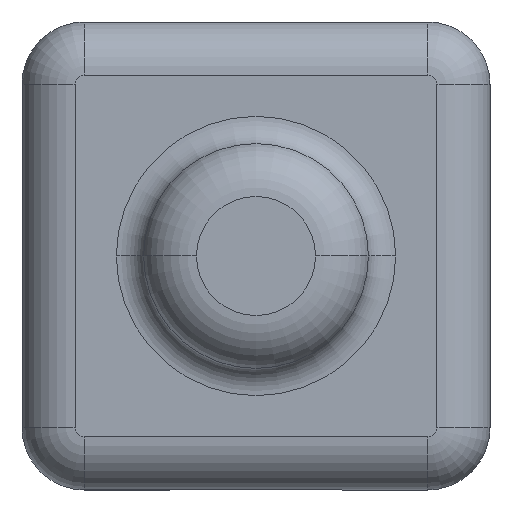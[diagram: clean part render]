
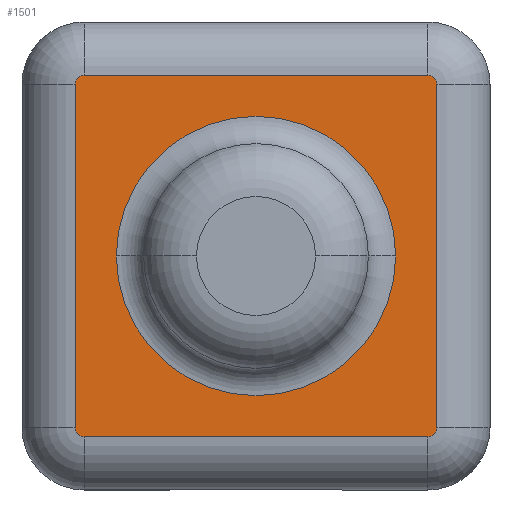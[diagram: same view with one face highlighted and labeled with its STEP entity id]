
A CAD part, front view. The second image highlights one B-rep face of the part: STEP entity #1501.
In plain terms, the highlighted planar face has unit normal (0, -1, 0).
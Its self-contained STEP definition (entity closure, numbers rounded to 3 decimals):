
#4 = CARTESIAN_POINT ( 'NONE',  ( 0.895, -5.05, 0. ) ) ;
#28 = DIRECTION ( 'NONE',  ( 0., 0., -1. ) ) ;
#106 = DIRECTION ( 'NONE',  ( -1., 0., 0. ) ) ;
#112 = DIRECTION ( 'NONE',  ( 0., -1., 0. ) ) ;
#115 = DIRECTION ( 'NONE',  ( -1., 0., 0. ) ) ;
#126 = CARTESIAN_POINT ( 'NONE',  ( 1.1, -5.05, 1.16 ) ) ;
#138 = CARTESIAN_POINT ( 'NONE',  ( -1.1, -5.05, -1.1 ) ) ;
#147 = DIRECTION ( 'NONE',  ( -1., 0., 0. ) ) ;
#148 = CARTESIAN_POINT ( 'NONE',  ( -1.1, -5.05, 1.1 ) ) ;
#150 = DIRECTION ( 'NONE',  ( 0., -1., 0. ) ) ;
#171 = CARTESIAN_POINT ( 'NONE',  ( 1.1, -5.05, -1.16 ) ) ;
#181 = CARTESIAN_POINT ( 'NONE',  ( 1.16, -5.05, 1.1 ) ) ;
#182 = CARTESIAN_POINT ( 'NONE',  ( 1.1, -5.05, -1.1 ) ) ;
#183 = DIRECTION ( 'NONE',  ( 0., -1., 0. ) ) ;
#184 = DIRECTION ( 'NONE',  ( 0., 0., 1. ) ) ;
#185 = CARTESIAN_POINT ( 'NONE',  ( -1.16, -5.05, 1.1 ) ) ;
#187 = DIRECTION ( 'NONE',  ( -1., 0., 0. ) ) ;
#232 = DIRECTION ( 'NONE',  ( 0., -1., 0. ) ) ;
#233 = DIRECTION ( 'NONE',  ( -1., 0., 0. ) ) ;
#235 = CARTESIAN_POINT ( 'NONE',  ( 1.1, -5.05, 1.1 ) ) ;
#250 = DIRECTION ( 'NONE',  ( -1., 0., 0. ) ) ;
#257 = DIRECTION ( 'NONE',  ( 0., 1., 0. ) ) ;
#263 = CARTESIAN_POINT ( 'NONE',  ( 1.1, -5.05, 1.1 ) ) ;
#290 = DIRECTION ( 'NONE',  ( 0., 1., 0. ) ) ;
#317 = PLANE ( 'NONE',  #788 ) ;
#321 = DIRECTION ( 'NONE',  ( -1., 0., 0. ) ) ;
#341 = CARTESIAN_POINT ( 'NONE',  ( 0., -5.05, 0. ) ) ;
#371 = DIRECTION ( 'NONE',  ( 1., 0., 0. ) ) ;
#403 = LINE ( 'NONE', #181, #496 ) ;
#422 = CIRCLE ( 'NONE', #841, 0.895 ) ;
#496 = VECTOR ( 'NONE', #184, 1000. ) ;
#518 = CIRCLE ( 'NONE', #833, 0.895 ) ;
#553 = CARTESIAN_POINT ( 'NONE',  ( -1.16, -5.05, 1.1 ) ) ;
#567 = CARTESIAN_POINT ( 'NONE',  ( 1.1, -5.05, 1.16 ) ) ;
#652 = CARTESIAN_POINT ( 'NONE',  ( 1.16, -5.05, -1.1 ) ) ;
#657 = CARTESIAN_POINT ( 'NONE',  ( -1.1, -5.05, -1.16 ) ) ;
#721 = DIRECTION ( 'NONE',  ( 0., 1., 0. ) ) ;
#723 = DIRECTION ( 'NONE',  ( -1., 0., 0. ) ) ;
#724 = CARTESIAN_POINT ( 'NONE',  ( 0., -5.05, 0. ) ) ;
#732 = CARTESIAN_POINT ( 'NONE',  ( -0.895, -5.05, 0. ) ) ;
#788 = AXIS2_PLACEMENT_3D ( 'NONE', #263, #257, #250 ) ;
#806 = AXIS2_PLACEMENT_3D ( 'NONE', #182, #183, #187 ) ;
#813 = AXIS2_PLACEMENT_3D ( 'NONE', #138, #112, #115 ) ;
#821 = AXIS2_PLACEMENT_3D ( 'NONE', #235, #232, #233 ) ;
#833 = AXIS2_PLACEMENT_3D ( 'NONE', #341, #290, #321 ) ;
#841 = AXIS2_PLACEMENT_3D ( 'NONE', #724, #721, #723 ) ;
#865 = AXIS2_PLACEMENT_3D ( 'NONE', #148, #150, #147 ) ;
#885 = EDGE_LOOP ( 'NONE', ( #1262, #1404 ) ) ;
#926 = LINE ( 'NONE', #126, #940 ) ;
#940 = VECTOR ( 'NONE', #106, 1000. ) ;
#947 = VERTEX_POINT ( 'NONE', #4 ) ;
#956 = ORIENTED_EDGE ( 'NONE', *, *, #1595, .T. ) ;
#1005 = ORIENTED_EDGE ( 'NONE', *, *, #1537, .T. ) ;
#1009 = ORIENTED_EDGE ( 'NONE', *, *, #1560, .T. ) ;
#1013 = LINE ( 'NONE', #185, #1104 ) ;
#1027 = CIRCLE ( 'NONE', #865, 0.06 ) ;
#1033 = ORIENTED_EDGE ( 'NONE', *, *, #1584, .T. ) ;
#1071 = EDGE_LOOP ( 'NONE', ( #1089, #956, #1005, #1268, #1009, #1155, #1150, #1033 ) ) ;
#1089 = ORIENTED_EDGE ( 'NONE', *, *, #1586, .T. ) ;
#1104 = VECTOR ( 'NONE', #28, 1000. ) ;
#1149 = FACE_OUTER_BOUND ( 'NONE', #1071, .T. ) ;
#1150 = ORIENTED_EDGE ( 'NONE', *, *, #1541, .T. ) ;
#1155 = ORIENTED_EDGE ( 'NONE', *, *, #1540, .T. ) ;
#1180 = CIRCLE ( 'NONE', #813, 0.06 ) ;
#1184 = CIRCLE ( 'NONE', #821, 0.06 ) ;
#1262 = ORIENTED_EDGE ( 'NONE', *, *, #1597, .T. ) ;
#1268 = ORIENTED_EDGE ( 'NONE', *, *, #1549, .T. ) ;
#1300 = VECTOR ( 'NONE', #371, 1000. ) ;
#1314 = CIRCLE ( 'NONE', #806, 0.06 ) ;
#1321 = FACE_BOUND ( 'NONE', #885, .T. ) ;
#1404 = ORIENTED_EDGE ( 'NONE', *, *, #1624, .T. ) ;
#1425 = LINE ( 'NONE', #171, #1300 ) ;
#1501 = ADVANCED_FACE ( 'NONE', ( #1149, #1321 ), #317, .F. ) ;
#1537 = EDGE_CURVE ( 'NONE', #1774, #1732, #1184, .T. ) ;
#1540 = EDGE_CURVE ( 'NONE', #1744, #1770, #1013, .T. ) ;
#1541 = EDGE_CURVE ( 'NONE', #1770, #1758, #1180, .T. ) ;
#1549 = EDGE_CURVE ( 'NONE', #1732, #1780, #926, .T. ) ;
#1560 = EDGE_CURVE ( 'NONE', #1780, #1744, #1027, .T. ) ;
#1584 = EDGE_CURVE ( 'NONE', #1758, #1765, #1425, .T. ) ;
#1586 = EDGE_CURVE ( 'NONE', #1765, #1741, #1314, .T. ) ;
#1595 = EDGE_CURVE ( 'NONE', #1741, #1774, #403, .T. ) ;
#1597 = EDGE_CURVE ( 'NONE', #1747, #947, #518, .T. ) ;
#1624 = EDGE_CURVE ( 'NONE', #947, #1747, #422, .T. ) ;
#1627 = CARTESIAN_POINT ( 'NONE',  ( -1.1, -5.05, 1.16 ) ) ;
#1642 = CARTESIAN_POINT ( 'NONE',  ( 1.1, -5.05, -1.16 ) ) ;
#1653 = CARTESIAN_POINT ( 'NONE',  ( 1.16, -5.05, 1.1 ) ) ;
#1661 = CARTESIAN_POINT ( 'NONE',  ( -1.16, -5.05, -1.1 ) ) ;
#1732 = VERTEX_POINT ( 'NONE', #567 ) ;
#1741 = VERTEX_POINT ( 'NONE', #652 ) ;
#1744 = VERTEX_POINT ( 'NONE', #553 ) ;
#1747 = VERTEX_POINT ( 'NONE', #732 ) ;
#1758 = VERTEX_POINT ( 'NONE', #657 ) ;
#1765 = VERTEX_POINT ( 'NONE', #1642 ) ;
#1770 = VERTEX_POINT ( 'NONE', #1661 ) ;
#1774 = VERTEX_POINT ( 'NONE', #1653 ) ;
#1780 = VERTEX_POINT ( 'NONE', #1627 ) ;
